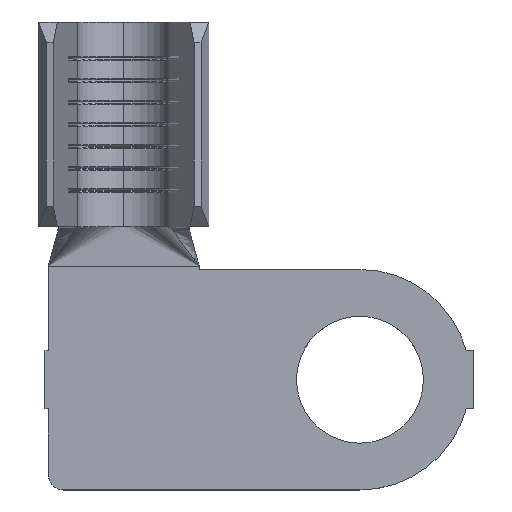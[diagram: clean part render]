
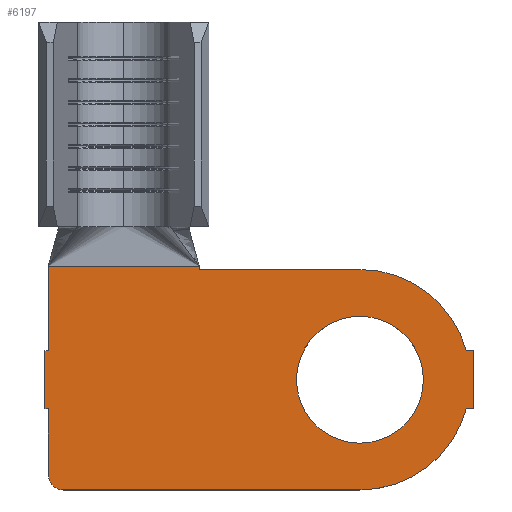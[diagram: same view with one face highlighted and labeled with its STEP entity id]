
A CAD part, top view. The second image highlights one B-rep face of the part: STEP entity #6197.
In plain terms, the highlighted planar face has unit normal (0, 0, 1).
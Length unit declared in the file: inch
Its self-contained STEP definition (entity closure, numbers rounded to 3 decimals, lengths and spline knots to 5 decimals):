
#8 = CARTESIAN_POINT ( 'NONE',  ( -1., -0.0925, 0.06 ) ) ;
#76 = VERTEX_POINT ( 'NONE', #4083 ) ;
#109 = VECTOR ( 'NONE', #1468, 39.37008 ) ;
#161 = CIRCLE ( 'NONE', #297, 0.35 ) ;
#193 = DIRECTION ( 'NONE',  ( 0., 0., 1. ) ) ;
#276 = CARTESIAN_POINT ( 'NONE',  ( 0., 0., 0.06 ) ) ;
#297 = AXIS2_PLACEMENT_3D ( 'NONE', #3968, #582, #4532 ) ;
#340 = CARTESIAN_POINT ( 'NONE',  ( 0.36, 0.0925, 0.06 ) ) ;
#415 = LINE ( 'NONE', #5548, #3082 ) ;
#555 = EDGE_CURVE ( 'NONE', #7068, #3489, #4925, .T. ) ;
#582 = DIRECTION ( 'NONE',  ( 0., 0., 1. ) ) ;
#603 = FACE_OUTER_BOUND ( 'NONE', #2252, .T. ) ;
#620 = ORIENTED_EDGE ( 'NONE', *, *, #2331, .T. ) ;
#725 = ORIENTED_EDGE ( 'NONE', *, *, #6800, .T. ) ;
#792 = CIRCLE ( 'NONE', #4763, 0.05 ) ;
#899 = CARTESIAN_POINT ( 'NONE',  ( -1., 0.0925, 0.06 ) ) ;
#906 = DIRECTION ( 'NONE',  ( 1., 0., 0. ) ) ;
#936 = CARTESIAN_POINT ( 'NONE',  ( 0.36, -0.0925, 0.06 ) ) ;
#941 = PLANE ( 'NONE',  #1546 ) ;
#1091 = ORIENTED_EDGE ( 'NONE', *, *, #6653, .T. ) ;
#1181 = ORIENTED_EDGE ( 'NONE', *, *, #2403, .T. ) ;
#1228 = VERTEX_POINT ( 'NONE', #3384 ) ;
#1237 = LINE ( 'NONE', #2282, #2527 ) ;
#1251 = CIRCLE ( 'NONE', #2322, 0.2015 ) ;
#1300 = EDGE_CURVE ( 'NONE', #1228, #1913, #1251, .T. ) ;
#1318 = CARTESIAN_POINT ( 'NONE',  ( -0.99, -0.0925, 0.06 ) ) ;
#1425 = VERTEX_POINT ( 'NONE', #5821 ) ;
#1442 = VERTEX_POINT ( 'NONE', #1448 ) ;
#1445 = LINE ( 'NONE', #2853, #4586 ) ;
#1448 = CARTESIAN_POINT ( 'NONE',  ( 0., -0.35, 0.06 ) ) ;
#1468 = DIRECTION ( 'NONE',  ( -1., 0., 0. ) ) ;
#1474 = EDGE_CURVE ( 'NONE', #5667, #5707, #3157, .T. ) ;
#1543 = CARTESIAN_POINT ( 'NONE',  ( -0.99, 0.0925, 0.06 ) ) ;
#1546 = AXIS2_PLACEMENT_3D ( 'NONE', #4844, #5389, #2061 ) ;
#1615 = LINE ( 'NONE', #4983, #2927 ) ;
#1712 = ORIENTED_EDGE ( 'NONE', *, *, #2401, .T. ) ;
#1724 = DIRECTION ( 'NONE',  ( 0., 1., 0. ) ) ;
#1780 = AXIS2_PLACEMENT_3D ( 'NONE', #3605, #193, #4171 ) ;
#1909 = DIRECTION ( 'NONE',  ( 0., 0., 1. ) ) ;
#1913 = VERTEX_POINT ( 'NONE', #5269 ) ;
#1962 = CARTESIAN_POINT ( 'NONE',  ( -0.99, -0.3, 0.06 ) ) ;
#2025 = EDGE_CURVE ( 'NONE', #1913, #1228, #6085, .T. ) ;
#2057 = DIRECTION ( 'NONE',  ( -1., 0., 0. ) ) ;
#2061 = DIRECTION ( 'NONE',  ( -1., 0., 0. ) ) ;
#2252 = EDGE_LOOP ( 'NONE', ( #4291, #1091, #1181, #3440, #3008, #3183, #620, #5272, #2676, #1712, #4850, #725, #4054, #6038, #5271 ) ) ;
#2273 = EDGE_LOOP ( 'NONE', ( #4757, #6489 ) ) ;
#2282 = CARTESIAN_POINT ( 'NONE',  ( -0.99, -0.35, 0.06 ) ) ;
#2322 = AXIS2_PLACEMENT_3D ( 'NONE', #5238, #1909, #5784 ) ;
#2331 = EDGE_CURVE ( 'NONE', #5114, #7029, #4381, .T. ) ;
#2401 = EDGE_CURVE ( 'NONE', #3322, #1425, #5663, .T. ) ;
#2403 = EDGE_CURVE ( 'NONE', #76, #1442, #1237, .T. ) ;
#2470 = VECTOR ( 'NONE', #4975, 39.37008 ) ;
#2473 = VERTEX_POINT ( 'NONE', #6726 ) ;
#2527 = VECTOR ( 'NONE', #2858, 39.37008 ) ;
#2582 = VERTEX_POINT ( 'NONE', #3147 ) ;
#2587 = DIRECTION ( 'NONE',  ( 0., 0., 1. ) ) ;
#2676 = ORIENTED_EDGE ( 'NONE', *, *, #5268, .T. ) ;
#2746 = LINE ( 'NONE', #6087, #6018 ) ;
#2801 = LINE ( 'NONE', #5927, #4785 ) ;
#2811 = CARTESIAN_POINT ( 'NONE',  ( 0.33756, 0.0925, 0.06 ) ) ;
#2838 = CIRCLE ( 'NONE', #1780, 0.35 ) ;
#2853 = CARTESIAN_POINT ( 'NONE',  ( -0.51, 0.35, 0.06 ) ) ;
#2858 = DIRECTION ( 'NONE',  ( 1., 0., 0. ) ) ;
#2902 = VECTOR ( 'NONE', #7089, 39.37008 ) ;
#2927 = VECTOR ( 'NONE', #3976, 39.37008 ) ;
#3008 = ORIENTED_EDGE ( 'NONE', *, *, #5832, .T. ) ;
#3082 = VECTOR ( 'NONE', #6074, 39.37008 ) ;
#3147 = CARTESIAN_POINT ( 'NONE',  ( -0.99, 0.36, 0.06 ) ) ;
#3157 = LINE ( 'NONE', #899, #109 ) ;
#3183 = ORIENTED_EDGE ( 'NONE', *, *, #6265, .T. ) ;
#3193 = CARTESIAN_POINT ( 'NONE',  ( -0.51, 0.35, 0.06 ) ) ;
#3322 = VERTEX_POINT ( 'NONE', #3193 ) ;
#3384 = CARTESIAN_POINT ( 'NONE',  ( 0.2015, 0., 0.06 ) ) ;
#3440 = ORIENTED_EDGE ( 'NONE', *, *, #4518, .T. ) ;
#3489 = VERTEX_POINT ( 'NONE', #1962 ) ;
#3605 = CARTESIAN_POINT ( 'NONE',  ( 0., 0., 0.06 ) ) ;
#3759 = EDGE_CURVE ( 'NONE', #1425, #2582, #2801, .T. ) ;
#3918 = AXIS2_PLACEMENT_3D ( 'NONE', #276, #4252, #906 ) ;
#3968 = CARTESIAN_POINT ( 'NONE',  ( 0., 0., 0.06 ) ) ;
#3976 = DIRECTION ( 'NONE',  ( 1., 0., 0. ) ) ;
#4054 = ORIENTED_EDGE ( 'NONE', *, *, #1474, .T. ) ;
#4081 = VECTOR ( 'NONE', #6391, 39.37008 ) ;
#4083 = CARTESIAN_POINT ( 'NONE',  ( -0.94, -0.35, 0.06 ) ) ;
#4171 = DIRECTION ( 'NONE',  ( -1., 0., 0. ) ) ;
#4252 = DIRECTION ( 'NONE',  ( 0., 0., 1. ) ) ;
#4291 = ORIENTED_EDGE ( 'NONE', *, *, #555, .T. ) ;
#4339 = EDGE_CURVE ( 'NONE', #5707, #5870, #5566, .T. ) ;
#4381 = LINE ( 'NONE', #2811, #2902 ) ;
#4518 = EDGE_CURVE ( 'NONE', #1442, #6945, #161, .T. ) ;
#4532 = DIRECTION ( 'NONE',  ( -1., 0., 0. ) ) ;
#4586 = VECTOR ( 'NONE', #6130, 39.37008 ) ;
#4629 = CARTESIAN_POINT ( 'NONE',  ( 0.33756, 0.0925, 0.06 ) ) ;
#4757 = ORIENTED_EDGE ( 'NONE', *, *, #2025, .F. ) ;
#4763 = AXIS2_PLACEMENT_3D ( 'NONE', #5898, #2587, #6393 ) ;
#4785 = VECTOR ( 'NONE', #2057, 39.37008 ) ;
#4807 = DIRECTION ( 'NONE',  ( 1., 0., 0. ) ) ;
#4840 = VERTEX_POINT ( 'NONE', #936 ) ;
#4844 = CARTESIAN_POINT ( 'NONE',  ( 0., 0., 0.06 ) ) ;
#4850 = ORIENTED_EDGE ( 'NONE', *, *, #3759, .T. ) ;
#4925 = LINE ( 'NONE', #6531, #2470 ) ;
#4975 = DIRECTION ( 'NONE',  ( 0., -1., 0. ) ) ;
#4983 = CARTESIAN_POINT ( 'NONE',  ( 0.33756, -0.0925, 0.06 ) ) ;
#5093 = VECTOR ( 'NONE', #4807, 39.37008 ) ;
#5114 = VERTEX_POINT ( 'NONE', #340 ) ;
#5238 = CARTESIAN_POINT ( 'NONE',  ( 0., 0., 0.06 ) ) ;
#5268 = EDGE_CURVE ( 'NONE', #2473, #3322, #1445, .T. ) ;
#5269 = CARTESIAN_POINT ( 'NONE',  ( -0.2015, 0., 0.06 ) ) ;
#5271 = ORIENTED_EDGE ( 'NONE', *, *, #6656, .T. ) ;
#5272 = ORIENTED_EDGE ( 'NONE', *, *, #6560, .T. ) ;
#5330 = CARTESIAN_POINT ( 'NONE',  ( -1., -0.0925, 0.06 ) ) ;
#5389 = DIRECTION ( 'NONE',  ( 0., 0., -1. ) ) ;
#5548 = CARTESIAN_POINT ( 'NONE',  ( 0.36, 0.0925, 0.06 ) ) ;
#5566 = LINE ( 'NONE', #6862, #4081 ) ;
#5613 = CARTESIAN_POINT ( 'NONE',  ( -0.51, 0.36, 0.06 ) ) ;
#5663 = LINE ( 'NONE', #5613, #6802 ) ;
#5667 = VERTEX_POINT ( 'NONE', #1543 ) ;
#5707 = VERTEX_POINT ( 'NONE', #5893 ) ;
#5784 = DIRECTION ( 'NONE',  ( 1., 0., 0. ) ) ;
#5821 = CARTESIAN_POINT ( 'NONE',  ( -0.51, 0.36, 0.06 ) ) ;
#5832 = EDGE_CURVE ( 'NONE', #6945, #4840, #1615, .T. ) ;
#5870 = VERTEX_POINT ( 'NONE', #8 ) ;
#5893 = CARTESIAN_POINT ( 'NONE',  ( -1., 0.0925, 0.06 ) ) ;
#5898 = CARTESIAN_POINT ( 'NONE',  ( -0.94, -0.3, 0.06 ) ) ;
#5927 = CARTESIAN_POINT ( 'NONE',  ( -0.99, 0.36, 0.06 ) ) ;
#6018 = VECTOR ( 'NONE', #6581, 39.37008 ) ;
#6038 = ORIENTED_EDGE ( 'NONE', *, *, #4339, .T. ) ;
#6074 = DIRECTION ( 'NONE',  ( 0., 1., 0. ) ) ;
#6085 = CIRCLE ( 'NONE', #3918, 0.2015 ) ;
#6087 = CARTESIAN_POINT ( 'NONE',  ( -0.99, 0.36, 0.06 ) ) ;
#6130 = DIRECTION ( 'NONE',  ( -1., 0., 0. ) ) ;
#6197 = ADVANCED_FACE ( 'NONE', ( #603, #6471 ), #941, .F. ) ;
#6265 = EDGE_CURVE ( 'NONE', #4840, #5114, #415, .T. ) ;
#6391 = DIRECTION ( 'NONE',  ( 0., -1., 0. ) ) ;
#6393 = DIRECTION ( 'NONE',  ( -1., 0., 0. ) ) ;
#6462 = LINE ( 'NONE', #5330, #5093 ) ;
#6471 = FACE_BOUND ( 'NONE', #2273, .T. ) ;
#6489 = ORIENTED_EDGE ( 'NONE', *, *, #1300, .F. ) ;
#6531 = CARTESIAN_POINT ( 'NONE',  ( -0.99, -0.0925, 0.06 ) ) ;
#6560 = EDGE_CURVE ( 'NONE', #7029, #2473, #2838, .T. ) ;
#6581 = DIRECTION ( 'NONE',  ( 0., -1., 0. ) ) ;
#6643 = CARTESIAN_POINT ( 'NONE',  ( 0.33756, -0.0925, 0.06 ) ) ;
#6653 = EDGE_CURVE ( 'NONE', #3489, #76, #792, .T. ) ;
#6656 = EDGE_CURVE ( 'NONE', #5870, #7068, #6462, .T. ) ;
#6726 = CARTESIAN_POINT ( 'NONE',  ( 0., 0.35, 0.06 ) ) ;
#6800 = EDGE_CURVE ( 'NONE', #2582, #5667, #2746, .T. ) ;
#6802 = VECTOR ( 'NONE', #1724, 39.37008 ) ;
#6862 = CARTESIAN_POINT ( 'NONE',  ( -1., 0.0925, 0.06 ) ) ;
#6945 = VERTEX_POINT ( 'NONE', #6643 ) ;
#7029 = VERTEX_POINT ( 'NONE', #4629 ) ;
#7068 = VERTEX_POINT ( 'NONE', #1318 ) ;
#7089 = DIRECTION ( 'NONE',  ( -1., 0., 0. ) ) ;
